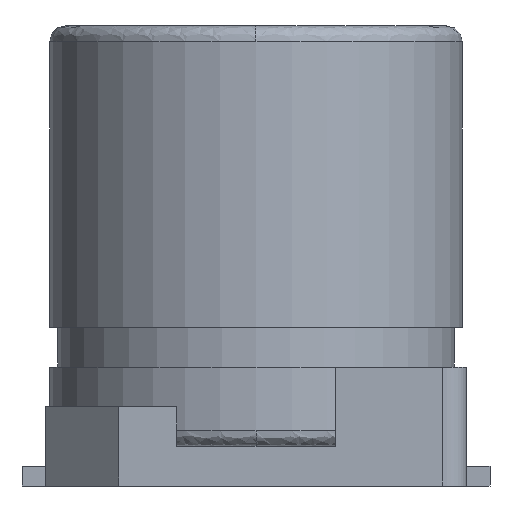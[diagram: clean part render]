
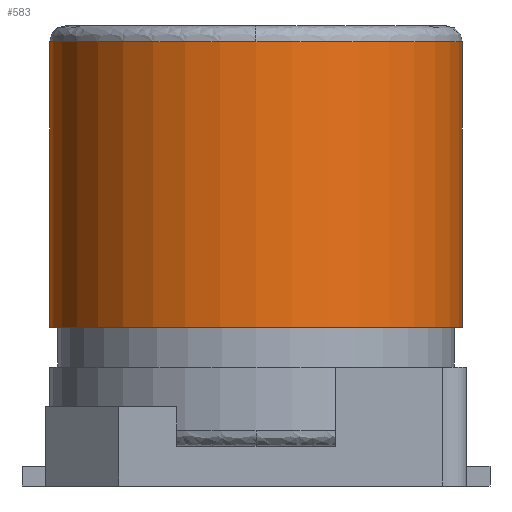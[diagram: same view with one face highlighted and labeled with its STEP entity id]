
A CAD part, front view. The second image highlights one B-rep face of the part: STEP entity #583.
In plain terms, the highlighted cylindrical face has radius 2.6 mm (diameter 5.2 mm), a partial arc.
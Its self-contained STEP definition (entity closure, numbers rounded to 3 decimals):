
#277 = VERTEX_POINT('',#278);
#278 = CARTESIAN_POINT('',(2.6,0.,5.7));
#331 = VERTEX_POINT('',#332);
#332 = CARTESIAN_POINT('',(0.,-2.6,5.7));
#339 = EDGE_CURVE('',#277,#331,#340,.T.);
#340 = CIRCLE('',#341,2.6);
#341 = AXIS2_PLACEMENT_3D('',#342,#343,#344);
#342 = CARTESIAN_POINT('',(0.,0.,5.7
    ));
#343 = DIRECTION('',(0.,0.,-1.));
#344 = DIRECTION('',(-1.,0.,0.));
#432 = VERTEX_POINT('',#433);
#433 = CARTESIAN_POINT('',(-2.6,0.,5.7));
#441 = EDGE_CURVE('',#277,#442,#444,.T.);
#442 = VERTEX_POINT('',#443);
#443 = CARTESIAN_POINT('',(2.6,0.,2.1));
#444 = LINE('',#445,#446);
#445 = CARTESIAN_POINT('',(2.6,0.,0.6));
#446 = VECTOR('',#447,1.);
#447 = DIRECTION('',(0.,0.,-1.));
#450 = VERTEX_POINT('',#451);
#451 = CARTESIAN_POINT('',(-2.6,0.,2.1));
#458 = EDGE_CURVE('',#432,#450,#459,.T.);
#459 = LINE('',#460,#461);
#460 = CARTESIAN_POINT('',(-2.6,0.,0.6));
#461 = VECTOR('',#462,1.);
#462 = DIRECTION('',(0.,0.,-1.));
#583 = ADVANCED_FACE('',(#584),#603,.T.);
#584 = FACE_BOUND('',#585,.T.);
#585 = EDGE_LOOP('',(#586,#587,#588,#595,#596));
#586 = ORIENTED_EDGE('',*,*,#441,.F.);
#587 = ORIENTED_EDGE('',*,*,#339,.T.);
#588 = ORIENTED_EDGE('',*,*,#589,.T.);
#589 = EDGE_CURVE('',#331,#432,#590,.T.);
#590 = CIRCLE('',#591,2.6);
#591 = AXIS2_PLACEMENT_3D('',#592,#593,#594);
#592 = CARTESIAN_POINT('',(0.,0.,5.7
    ));
#593 = DIRECTION('',(0.,0.,-1.));
#594 = DIRECTION('',(-1.,0.,0.));
#595 = ORIENTED_EDGE('',*,*,#458,.T.);
#596 = ORIENTED_EDGE('',*,*,#597,.T.);
#597 = EDGE_CURVE('',#450,#442,#598,.T.);
#598 = CIRCLE('',#599,2.6);
#599 = AXIS2_PLACEMENT_3D('',#600,#601,#602);
#600 = CARTESIAN_POINT('',(0.,0.,2.1));
#601 = DIRECTION('',(0.,0.,1.));
#602 = DIRECTION('',(-1.,0.,0.));
#603 = CYLINDRICAL_SURFACE('',#604,2.6);
#604 = AXIS2_PLACEMENT_3D('',#605,#606,#607);
#605 = CARTESIAN_POINT('',(0.,0.,0.6)
  );
#606 = DIRECTION('',(0.,0.,-1.));
#607 = DIRECTION('',(-1.,0.,0.));
